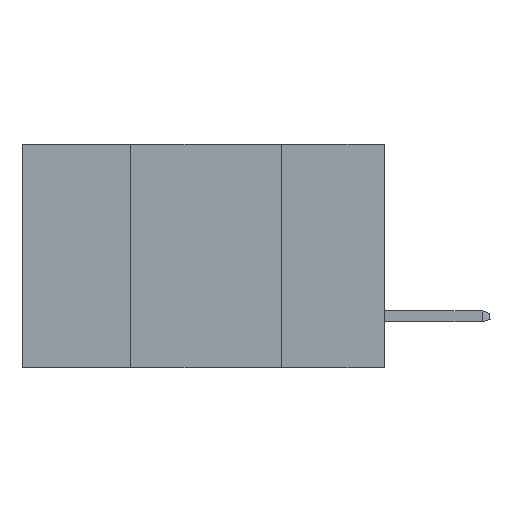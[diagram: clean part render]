
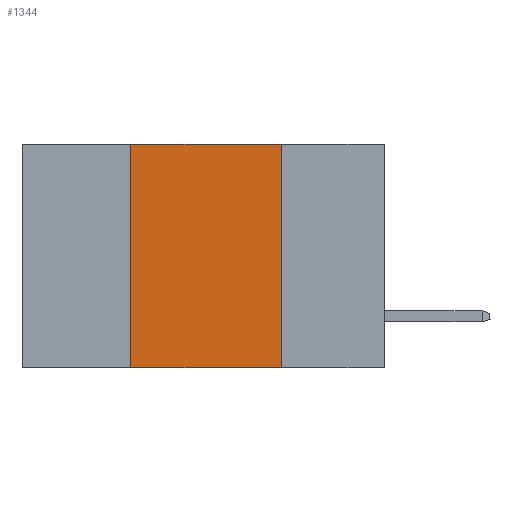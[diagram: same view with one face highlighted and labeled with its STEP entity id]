
A CAD part, left-side view. The second image highlights one B-rep face of the part: STEP entity #1344.
In plain terms, the highlighted planar face has unit normal (-1, 0, 0).
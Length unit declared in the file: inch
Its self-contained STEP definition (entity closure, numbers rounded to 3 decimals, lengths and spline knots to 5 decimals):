
#841 = DIRECTION ( 'NONE',  ( 0., 0., -1. ) ) ;
#1316 = DIRECTION ( 'NONE',  ( 0., 0., -1. ) ) ;
#1344 = ADVANCED_FACE ( 'NONE', ( #5861 ), #23679, .F. ) ;
#2647 = CARTESIAN_POINT ( 'NONE',  ( 0., 0.6, 0. ) ) ;
#2658 = LINE ( 'NONE', #26740, #24922 ) ;
#2768 = CARTESIAN_POINT ( 'NONE',  ( 0., 0.17, 0. ) ) ;
#3430 = VERTEX_POINT ( 'NONE', #11894 ) ;
#3821 = LINE ( 'NONE', #12098, #26728 ) ;
#5041 = EDGE_LOOP ( 'NONE', ( #8916, #14963, #16180, #19656 ) ) ;
#5861 = FACE_OUTER_BOUND ( 'NONE', #5041, .T. ) ;
#8108 = DIRECTION ( 'NONE',  ( 0., -1., 0. ) ) ;
#8253 = EDGE_CURVE ( 'NONE', #9452, #10418, #17756, .T. ) ;
#8896 = VECTOR ( 'NONE', #8108, 39.37008 ) ;
#8916 = ORIENTED_EDGE ( 'NONE', *, *, #16628, .F. ) ;
#9452 = VERTEX_POINT ( 'NONE', #13607 ) ;
#10418 = VERTEX_POINT ( 'NONE', #25276 ) ;
#11894 = CARTESIAN_POINT ( 'NONE',  ( 0., 0.17, -0.37 ) ) ;
#12098 = CARTESIAN_POINT ( 'NONE',  ( 0., 0.17, 0. ) ) ;
#13389 = CARTESIAN_POINT ( 'NONE',  ( 0., 0.42, 0. ) ) ;
#13607 = CARTESIAN_POINT ( 'NONE',  ( 0., 0.42, -0.37 ) ) ;
#14079 = EDGE_CURVE ( 'NONE', #9452, #3430, #2658, .T. ) ;
#14170 = VECTOR ( 'NONE', #16400, 39.37008 ) ;
#14266 = CARTESIAN_POINT ( 'NONE',  ( 0., 0.6, 0. ) ) ;
#14581 = VERTEX_POINT ( 'NONE', #2768 ) ;
#14963 = ORIENTED_EDGE ( 'NONE', *, *, #25458, .F. ) ;
#15818 = LINE ( 'NONE', #14266, #8896 ) ;
#16180 = ORIENTED_EDGE ( 'NONE', *, *, #8253, .F. ) ;
#16400 = DIRECTION ( 'NONE',  ( 0., 0., 1. ) ) ;
#16628 = EDGE_CURVE ( 'NONE', #14581, #3430, #3821, .T. ) ;
#17576 = DIRECTION ( 'NONE',  ( 1., 0., 0. ) ) ;
#17756 = LINE ( 'NONE', #13389, #14170 ) ;
#19656 = ORIENTED_EDGE ( 'NONE', *, *, #14079, .T. ) ;
#22559 = DIRECTION ( 'NONE',  ( 0., -1., 0. ) ) ;
#23679 = PLANE ( 'NONE',  #25917 ) ;
#24922 = VECTOR ( 'NONE', #22559, 39.37008 ) ;
#25276 = CARTESIAN_POINT ( 'NONE',  ( 0., 0.42, 0. ) ) ;
#25458 = EDGE_CURVE ( 'NONE', #10418, #14581, #15818, .T. ) ;
#25917 = AXIS2_PLACEMENT_3D ( 'NONE', #2647, #17576, #841 ) ;
#26728 = VECTOR ( 'NONE', #1316, 39.37008 ) ;
#26740 = CARTESIAN_POINT ( 'NONE',  ( 0., 0.6, -0.37 ) ) ;
